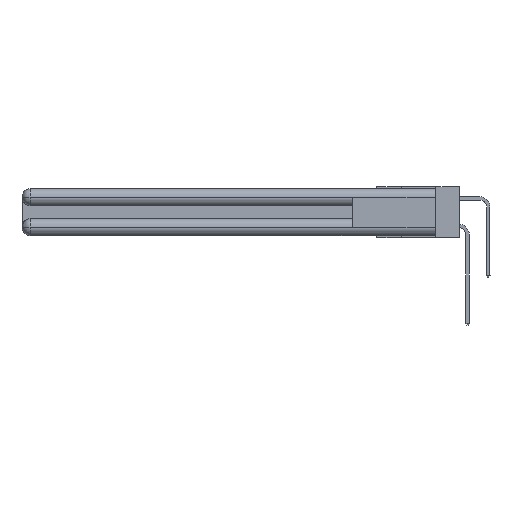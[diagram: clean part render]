
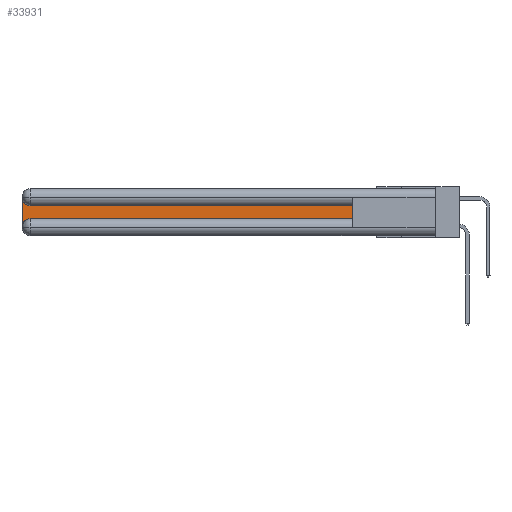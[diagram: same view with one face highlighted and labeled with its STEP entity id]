
A CAD part, left-side view. The second image highlights one B-rep face of the part: STEP entity #33931.
In plain terms, the highlighted planar face has unit normal (-1, 0, 0).
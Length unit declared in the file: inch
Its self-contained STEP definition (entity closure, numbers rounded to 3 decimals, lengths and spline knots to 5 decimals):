
#183 = AXIS2_PLACEMENT_3D ( 'NONE', #4883, #29251, #15969 ) ;
#951 = ORIENTED_EDGE ( 'NONE', *, *, #30824, .T. ) ;
#1285 = DIRECTION ( 'NONE',  ( 0., 0., -1. ) ) ;
#1623 = CARTESIAN_POINT ( 'NONE',  ( 0.075, 3., -0.0625 ) ) ;
#2501 = VERTEX_POINT ( 'NONE', #1623 ) ;
#3374 = CARTESIAN_POINT ( 'NONE',  ( 0.075, 0.6, -0.2175 ) ) ;
#3552 = DIRECTION ( 'NONE',  ( 0., 0., -1. ) ) ;
#3593 = VERTEX_POINT ( 'NONE', #16670 ) ;
#4131 = DIRECTION ( 'NONE',  ( 1., 0., 0. ) ) ;
#4883 = CARTESIAN_POINT ( 'NONE',  ( 0.075, 3., -0.1225 ) ) ;
#5620 = CARTESIAN_POINT ( 'NONE',  ( 0.075, 0.6, -0.1225 ) ) ;
#5767 = ORIENTED_EDGE ( 'NONE', *, *, #23128, .T. ) ;
#5950 = VERTEX_POINT ( 'NONE', #17326 ) ;
#6642 = ORIENTED_EDGE ( 'NONE', *, *, #29546, .T. ) ;
#6833 = EDGE_LOOP ( 'NONE', ( #5767, #951, #6642, #15858, #21022, #16391 ) ) ;
#7102 = CARTESIAN_POINT ( 'NONE',  ( 0.075, 0.6, -0.2175 ) ) ;
#7933 = VERTEX_POINT ( 'NONE', #18996 ) ;
#8409 = CARTESIAN_POINT ( 'NONE',  ( 0.075, 3., -0.2175 ) ) ;
#9419 = VECTOR ( 'NONE', #11269, 39.37008 ) ;
#9797 = DIRECTION ( 'NONE',  ( 0., -1., 0. ) ) ;
#11223 = VECTOR ( 'NONE', #16481, 39.37008 ) ;
#11269 = DIRECTION ( 'NONE',  ( 0., 0., 1. ) ) ;
#12333 = CIRCLE ( 'NONE', #17118, 0.06 ) ;
#15858 = ORIENTED_EDGE ( 'NONE', *, *, #15981, .T. ) ;
#15872 = EDGE_CURVE ( 'NONE', #16593, #18634, #32315, .T. ) ;
#15969 = DIRECTION ( 'NONE',  ( 0., 0., -1. ) ) ;
#15981 = EDGE_CURVE ( 'NONE', #3593, #7933, #12333, .T. ) ;
#16240 = DIRECTION ( 'NONE',  ( 0., 0., -1. ) ) ;
#16259 = LINE ( 'NONE', #5620, #11223 ) ;
#16391 = ORIENTED_EDGE ( 'NONE', *, *, #15872, .T. ) ;
#16481 = DIRECTION ( 'NONE',  ( 0., 1., 0. ) ) ;
#16503 = AXIS2_PLACEMENT_3D ( 'NONE', #32820, #32942, #3552 ) ;
#16593 = VERTEX_POINT ( 'NONE', #3374 ) ;
#16670 = CARTESIAN_POINT ( 'NONE',  ( 0.075, 3., -0.2775 ) ) ;
#17118 = AXIS2_PLACEMENT_3D ( 'NONE', #33146, #4131, #1285 ) ;
#17326 = CARTESIAN_POINT ( 'NONE',  ( 0.075, 2.94, -0.1225 ) ) ;
#18319 = CARTESIAN_POINT ( 'NONE',  ( 0.075, 0.6, -0.1225 ) ) ;
#18558 = PLANE ( 'NONE',  #183 ) ;
#18634 = VERTEX_POINT ( 'NONE', #18319 ) ;
#18996 = CARTESIAN_POINT ( 'NONE',  ( 0.075, 2.94, -0.2175 ) ) ;
#19538 = CIRCLE ( 'NONE', #16503, 0.06 ) ;
#20971 = VECTOR ( 'NONE', #9797, 39.37008 ) ;
#21022 = ORIENTED_EDGE ( 'NONE', *, *, #27987, .T. ) ;
#22644 = LINE ( 'NONE', #7102, #20971 ) ;
#23128 = EDGE_CURVE ( 'NONE', #18634, #5950, #16259, .T. ) ;
#24552 = FACE_OUTER_BOUND ( 'NONE', #6833, .T. ) ;
#24818 = CARTESIAN_POINT ( 'NONE',  ( 0.075, 0.6, -0.2175 ) ) ;
#27987 = EDGE_CURVE ( 'NONE', #7933, #16593, #22644, .T. ) ;
#29251 = DIRECTION ( 'NONE',  ( 1., 0., 0. ) ) ;
#29546 = EDGE_CURVE ( 'NONE', #2501, #3593, #30059, .T. ) ;
#30059 = LINE ( 'NONE', #8409, #31710 ) ;
#30824 = EDGE_CURVE ( 'NONE', #5950, #2501, #19538, .T. ) ;
#31710 = VECTOR ( 'NONE', #16240, 39.37008 ) ;
#32315 = LINE ( 'NONE', #24818, #9419 ) ;
#32820 = CARTESIAN_POINT ( 'NONE',  ( 0.075, 2.94, -0.0625 ) ) ;
#32942 = DIRECTION ( 'NONE',  ( 1., 0., 0. ) ) ;
#33146 = CARTESIAN_POINT ( 'NONE',  ( 0.075, 2.94, -0.2775 ) ) ;
#33931 = ADVANCED_FACE ( 'NONE', ( #24552 ), #18558, .F. ) ;
